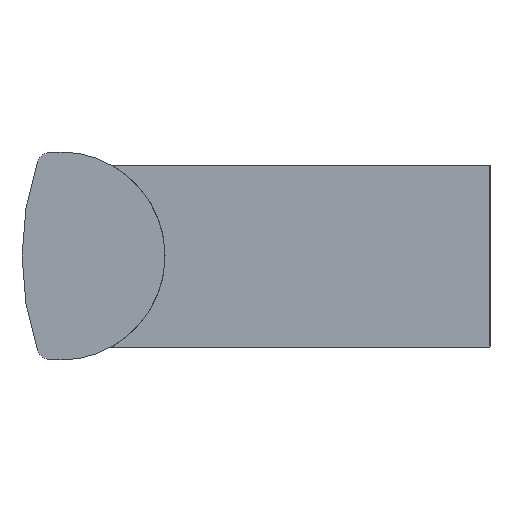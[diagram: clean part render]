
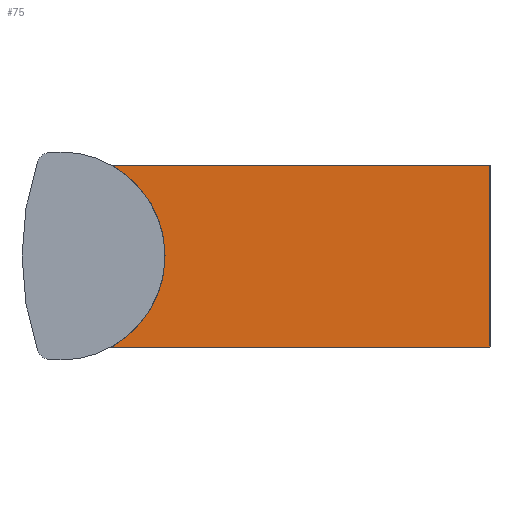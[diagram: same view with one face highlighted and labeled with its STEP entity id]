
A CAD part, left-side view. The second image highlights one B-rep face of the part: STEP entity #75.
In plain terms, the highlighted planar face has unit normal (-1, 0, 0).
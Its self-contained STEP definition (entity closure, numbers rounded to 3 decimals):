
#8 = CIRCLE ( 'NONE', #367, 8. ) ;
#16 = CARTESIAN_POINT ( 'NONE',  ( -86., 0., 7. ) ) ;
#35 = LINE ( 'NONE', #657, #138 ) ;
#43 = DIRECTION ( 'NONE',  ( 0., 0., -1. ) ) ;
#63 = VECTOR ( 'NONE', #621, 1000. ) ;
#75 = ADVANCED_FACE ( 'NONE', ( #798 ), #328, .F. ) ;
#85 = DIRECTION ( 'NONE',  ( 0., -1., 0. ) ) ;
#138 = VECTOR ( 'NONE', #85, 1000. ) ;
#154 = LINE ( 'NONE', #368, #354 ) ;
#158 = CARTESIAN_POINT ( 'NONE',  ( -86., 33., 0. ) ) ;
#185 = AXIS2_PLACEMENT_3D ( 'NONE', #186, #398, #43 ) ;
#186 = CARTESIAN_POINT ( 'NONE',  ( -86., 36.002, -7. ) ) ;
#219 = EDGE_CURVE ( 'NONE', #508, #556, #154, .T. ) ;
#220 = DIRECTION ( 'NONE',  ( 0., 0., 1. ) ) ;
#241 = ORIENTED_EDGE ( 'NONE', *, *, #430, .F. ) ;
#273 = CARTESIAN_POINT ( 'NONE',  ( -86., 29.127, -7. ) ) ;
#328 = PLANE ( 'NONE',  #185 ) ;
#354 = VECTOR ( 'NONE', #220, 1000. ) ;
#367 = AXIS2_PLACEMENT_3D ( 'NONE', #158, #451, #781 ) ;
#368 = CARTESIAN_POINT ( 'NONE',  ( -86., 0., -7. ) ) ;
#398 = DIRECTION ( 'NONE',  ( 1., 0., 0. ) ) ;
#430 = EDGE_CURVE ( 'NONE', #722, #556, #35, .T. ) ;
#451 = DIRECTION ( 'NONE',  ( -1., 0., 0. ) ) ;
#474 = EDGE_CURVE ( 'NONE', #505, #722, #8, .T. ) ;
#505 = VERTEX_POINT ( 'NONE', #273 ) ;
#508 = VERTEX_POINT ( 'NONE', #540 ) ;
#540 = CARTESIAN_POINT ( 'NONE',  ( -86., 0., -7. ) ) ;
#543 = CARTESIAN_POINT ( 'NONE',  ( -86., 36.002, -7. ) ) ;
#556 = VERTEX_POINT ( 'NONE', #16 ) ;
#559 = EDGE_CURVE ( 'NONE', #505, #508, #694, .T. ) ;
#611 = EDGE_LOOP ( 'NONE', ( #639, #712, #869, #241 ) ) ;
#621 = DIRECTION ( 'NONE',  ( 0., -1., 0. ) ) ;
#639 = ORIENTED_EDGE ( 'NONE', *, *, #474, .F. ) ;
#657 = CARTESIAN_POINT ( 'NONE',  ( -86., 36.002, 7. ) ) ;
#694 = LINE ( 'NONE', #543, #63 ) ;
#712 = ORIENTED_EDGE ( 'NONE', *, *, #559, .T. ) ;
#722 = VERTEX_POINT ( 'NONE', #854 ) ;
#781 = DIRECTION ( 'NONE',  ( 0., 0., -1. ) ) ;
#798 = FACE_OUTER_BOUND ( 'NONE', #611, .T. ) ;
#854 = CARTESIAN_POINT ( 'NONE',  ( -86., 29.127, 7. ) ) ;
#869 = ORIENTED_EDGE ( 'NONE', *, *, #219, .T. ) ;
